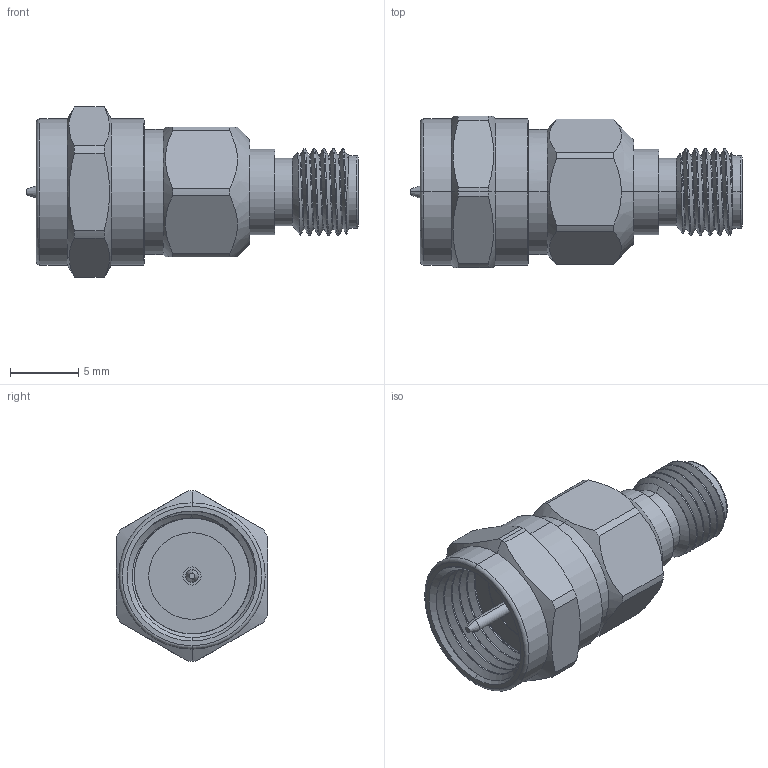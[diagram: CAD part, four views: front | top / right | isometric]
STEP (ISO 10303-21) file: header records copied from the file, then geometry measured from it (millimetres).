
FILE_DESCRIPTION (( 'STEP AP214' ), '1' );
FILE_NAME ('LCAD9794_3D.step', '2023-10-27T21:32:30', ( '' ), ( '' ), 'SwSTEP 2.0', 'SolidWorks 2022', '' );
FILE_SCHEMA (( 'AUTOMOTIVE_DESIGN' ));
Length unit declared in the file: inch
Products named in the file (1): LCAD9794_3D
Bounding box: 24.35 x 11.13 x 12.48 mm (x, y, z)
Volume: 1202.2 mm3; surface area: 1272.7 mm2
Topology: 1 solids, 1 shells, 124 faces, 309 edges, 197 vertices
Faces by surface type: cylinder 63, plane 27, cone 22, bspline 8, torus 4
Entity records: 6844 total; most frequent: CARTESIAN_POINT 3835, ORIENTED_EDGE 618, DIRECTION 551, EDGE_CURVE 309, AXIS2_PLACEMENT_3D 227, VERTEX_POINT 197, EDGE_LOOP 136, ADVANCED_FACE 124
